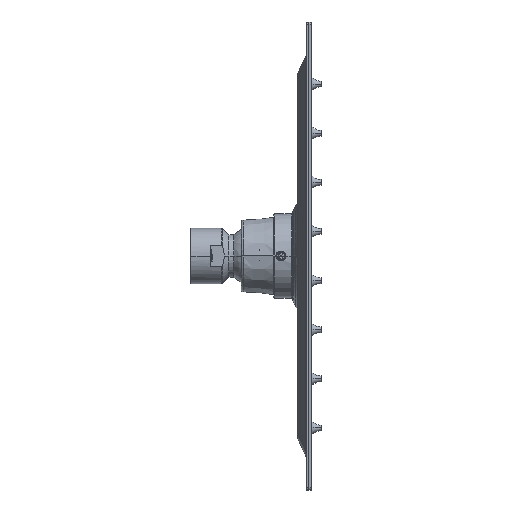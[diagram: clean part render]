
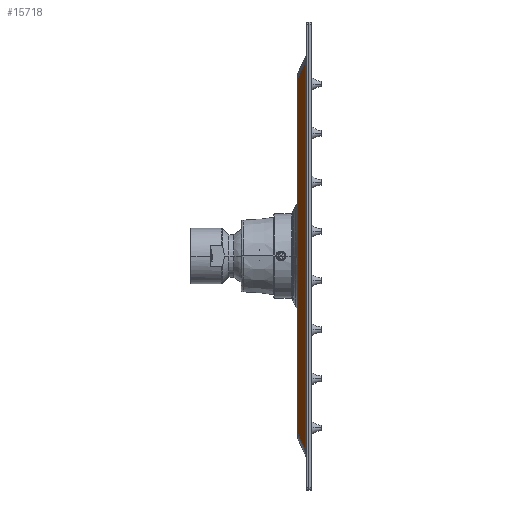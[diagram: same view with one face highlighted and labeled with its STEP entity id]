
A CAD part, left-side view. The second image highlights one B-rep face of the part: STEP entity #15718.
In plain terms, the highlighted planar face has unit normal (-0.418, 0.908, 0).
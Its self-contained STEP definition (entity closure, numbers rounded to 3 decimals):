
#13605=DIRECTION('',(0.,0.,-1.));
#13606=VECTOR('',#13605,151.49);
#13607=CARTESIAN_POINT('',(-77.837,3.817,
75.745));
#13608=LINE('',#13607,#13606);
#13619=DIRECTION('',(-0.672,-0.31,0.672));
#13620=VECTOR('',#13619,11.14);
#13621=CARTESIAN_POINT('',(-77.837,3.817,
75.745));
#13622=LINE('',#13621,#13620);
#13626=DIRECTION('',(0.672,0.31,0.672));
#13627=VECTOR('',#13626,11.14);
#13628=CARTESIAN_POINT('',(-85.327,0.367,
-83.235));
#13629=LINE('',#13628,#13627);
#14046=DIRECTION('',(0.,0.,1.));
#14047=VECTOR('',#14046,166.47);
#14048=CARTESIAN_POINT('',(-85.327,0.367,
-83.235));
#14049=LINE('',#14048,#14047);
#15451=CARTESIAN_POINT('',(-77.837,3.817,
75.745));
#15452=CARTESIAN_POINT('',(-77.837,3.817,
-75.745));
#15453=VERTEX_POINT('',#15451);
#15454=VERTEX_POINT('',#15452);
#15459=CARTESIAN_POINT('',(-85.327,0.367,
83.235));
#15460=VERTEX_POINT('',#15459);
#15461=CARTESIAN_POINT('',(-85.327,0.367,
-83.235));
#15462=VERTEX_POINT('',#15461);
#15704=CARTESIAN_POINT('',(-85.327,0.367,-100.));
#15705=DIRECTION('',(0.418,-0.908,0.));
#15706=DIRECTION('',(0.908,0.418,0.));
#15707=AXIS2_PLACEMENT_3D('',#15704,#15705,#15706);
#15708=PLANE('',#15707);
#15710=ORIENTED_EDGE('',*,*,#15709,.T.);
#15712=ORIENTED_EDGE('',*,*,#15711,.F.);
#15714=ORIENTED_EDGE('',*,*,#15713,.T.);
#15715=ORIENTED_EDGE('',*,*,#15693,.F.);
#15716=EDGE_LOOP('',(#15710,#15712,#15714,#15715));
#15717=FACE_OUTER_BOUND('',#15716,.F.);
#15718=ADVANCED_FACE('',(#15717),#15708,.F.);
#15693=EDGE_CURVE('',#15453,#15454,#13608,.T.);
#15709=EDGE_CURVE('',#15453,#15460,#13622,.T.);
#15711=EDGE_CURVE('',#15462,#15460,#14049,.T.);
#15713=EDGE_CURVE('',#15462,#15454,#13629,.T.);
